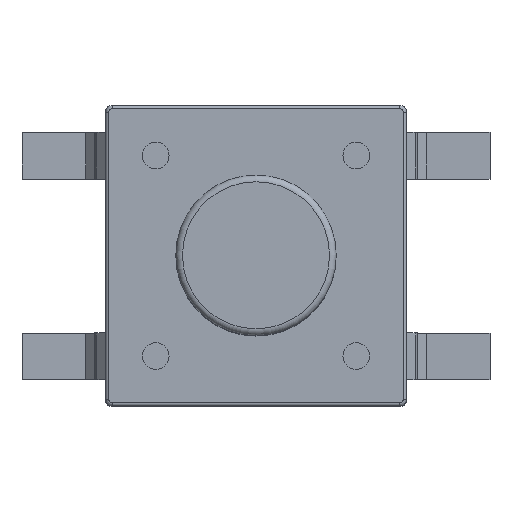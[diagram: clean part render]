
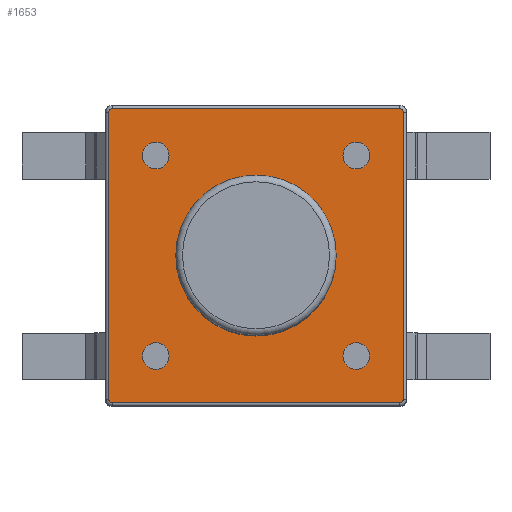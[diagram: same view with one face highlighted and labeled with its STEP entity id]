
A CAD part, top view. The second image highlights one B-rep face of the part: STEP entity #1653.
In plain terms, the highlighted planar face has unit normal (0, 0, 1).
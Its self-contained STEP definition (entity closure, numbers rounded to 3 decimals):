
#57=PLANE('',#1806);
#140=FACE_OUTER_BOUND('',#244,.T.);
#244=EDGE_LOOP('',(#1218,#1219,#1220,#1221,#1222,#1223,#1224,#1225));
#344=LINE('',#2544,#517);
#345=LINE('',#2548,#518);
#346=LINE('',#2552,#519);
#347=LINE('',#2556,#520);
#517=VECTOR('',#2051,10.);
#518=VECTOR('',#2056,10.);
#519=VECTOR('',#2059,10.);
#520=VECTOR('',#2062,10.);
#685=CIRCLE('',#1798,0.05);
#690=CIRCLE('',#1807,0.05);
#691=CIRCLE('',#1808,0.05);
#692=CIRCLE('',#1809,0.05);
#756=VERTEX_POINT('',#2523);
#757=VERTEX_POINT('',#2525);
#763=VERTEX_POINT('',#2543);
#764=VERTEX_POINT('',#2547);
#765=VERTEX_POINT('',#2549);
#766=VERTEX_POINT('',#2551);
#767=VERTEX_POINT('',#2553);
#768=VERTEX_POINT('',#2555);
#925=EDGE_CURVE('',#756,#757,#685,.T.);
#934=EDGE_CURVE('',#757,#763,#344,.T.);
#936=EDGE_CURVE('',#764,#756,#345,.T.);
#937=EDGE_CURVE('',#765,#764,#690,.T.);
#938=EDGE_CURVE('',#766,#765,#346,.T.);
#939=EDGE_CURVE('',#767,#766,#691,.T.);
#940=EDGE_CURVE('',#768,#767,#347,.T.);
#941=EDGE_CURVE('',#763,#768,#692,.T.);
#1218=ORIENTED_EDGE('',*,*,#925,.F.);
#1219=ORIENTED_EDGE('',*,*,#936,.F.);
#1220=ORIENTED_EDGE('',*,*,#937,.F.);
#1221=ORIENTED_EDGE('',*,*,#938,.F.);
#1222=ORIENTED_EDGE('',*,*,#939,.F.);
#1223=ORIENTED_EDGE('',*,*,#940,.F.);
#1224=ORIENTED_EDGE('',*,*,#941,.F.);
#1225=ORIENTED_EDGE('',*,*,#934,.F.);
#1653=ADVANCED_FACE('',(#140),#57,.T.);
#1798=AXIS2_PLACEMENT_3D('',#2526,#2032,#2033);
#1806=AXIS2_PLACEMENT_3D('',#2546,#2054,#2055);
#1807=AXIS2_PLACEMENT_3D('',#2550,#2057,#2058);
#1808=AXIS2_PLACEMENT_3D('',#2554,#2060,#2061);
#1809=AXIS2_PLACEMENT_3D('',#2557,#2063,#2064);
#2032=DIRECTION('center_axis',(0.,0.,-1.));
#2033=DIRECTION('ref_axis',(0.707,0.707,0.));
#2051=DIRECTION('',(0.,-1.,0.));
#2054=DIRECTION('center_axis',(0.,0.,1.));
#2055=DIRECTION('ref_axis',(1.,0.,0.));
#2056=DIRECTION('',(1.,0.,0.));
#2057=DIRECTION('center_axis',(0.,0.,-1.));
#2058=DIRECTION('ref_axis',(-0.707,0.707,0.));
#2059=DIRECTION('',(0.,1.,0.));
#2060=DIRECTION('center_axis',(0.,0.,-1.));
#2061=DIRECTION('ref_axis',(-0.707,-0.707,0.));
#2062=DIRECTION('',(-1.,0.,0.));
#2063=DIRECTION('center_axis',(0.,0.,-1.));
#2064=DIRECTION('ref_axis',(0.707,-0.707,0.));
#2523=CARTESIAN_POINT('',(2.15,2.2,2.7));
#2525=CARTESIAN_POINT('',(2.2,2.15,2.7));
#2526=CARTESIAN_POINT('Origin',(2.15,2.15,2.7));
#2543=CARTESIAN_POINT('',(2.2,-2.15,2.7));
#2544=CARTESIAN_POINT('',(2.2,-1.125,2.7));
#2546=CARTESIAN_POINT('Origin',(0.,0.,
2.7));
#2547=CARTESIAN_POINT('',(-2.15,2.2,2.7));
#2548=CARTESIAN_POINT('',(1.125,2.2,2.7));
#2549=CARTESIAN_POINT('',(-2.2,2.15,2.7));
#2550=CARTESIAN_POINT('Origin',(-2.15,2.15,2.7));
#2551=CARTESIAN_POINT('',(-2.2,-2.15,2.7));
#2552=CARTESIAN_POINT('',(-2.2,1.125,2.7));
#2553=CARTESIAN_POINT('',(-2.15,-2.2,2.7));
#2554=CARTESIAN_POINT('Origin',(-2.15,-2.15,2.7));
#2555=CARTESIAN_POINT('',(2.15,-2.2,2.7));
#2556=CARTESIAN_POINT('',(-1.125,-2.2,2.7));
#2557=CARTESIAN_POINT('Origin',(2.15,-2.15,2.7));
